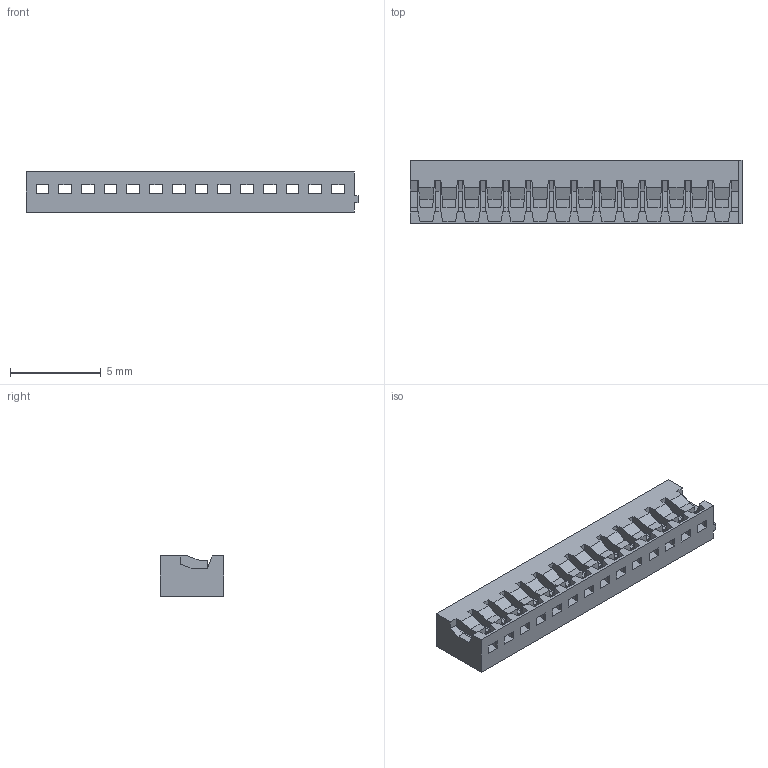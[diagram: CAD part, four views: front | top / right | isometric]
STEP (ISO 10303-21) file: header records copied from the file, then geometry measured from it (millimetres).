
FILE_DESCRIPTION((''),'2;1');
FILE_NAME('510221400','2007-09-26T',('av'),(''),'PRO/ENGINEER BY PARAMETRIC TECHNOLOGY CORPORATION, 2003451','PRO/ENGINEER BY PARAMETRIC TECHNOLOGY CORPORATION, 2003451','');
FILE_SCHEMA(('CONFIG_CONTROL_DESIGN'));
Length unit declared in the file: millimetre
Products named in the file (1): 510221400
Bounding box: 18.25 x 3.5 x 2.2 mm (x, y, z)
Volume: 90.4 mm3; surface area: 408.5 mm2
Topology: 1 solids, 1 shells, 659 faces, 1894 edges, 1216 vertices
Faces by surface type: plane 659
Entity records: 20993 total; most frequent: CARTESIAN_POINT 3729, ORIENTED_EDGE 3718, DIRECTION 3244, VECTOR 1866, LINE 1866, EDGE_CURVE 1859, VERTEX_POINT 1174, AXIS2_PLACEMENT_3D 689
